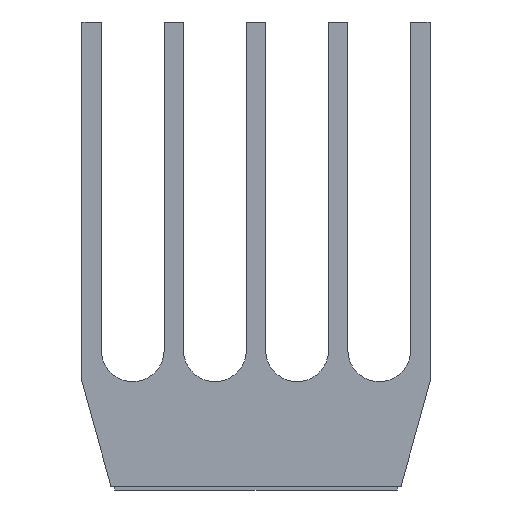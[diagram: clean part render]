
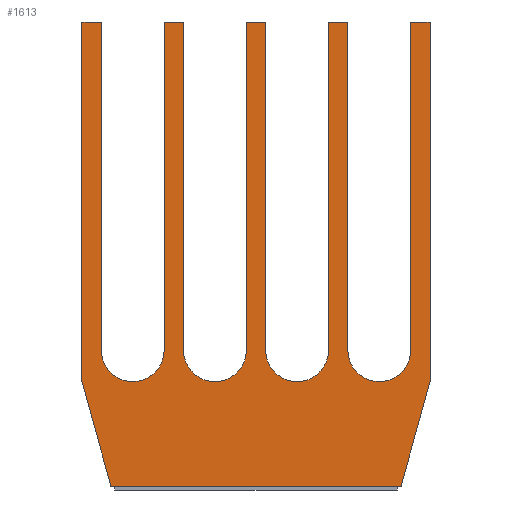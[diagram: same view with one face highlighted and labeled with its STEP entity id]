
A CAD part, front view. The second image highlights one B-rep face of the part: STEP entity #1613.
In plain terms, the highlighted planar face has unit normal (0, -1, 0).
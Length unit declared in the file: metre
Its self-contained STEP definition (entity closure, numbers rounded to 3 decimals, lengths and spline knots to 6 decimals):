
#46=CIRCLE('',#1774,0.000813);
#47=CIRCLE('',#1775,0.000813);
#48=CIRCLE('',#1776,0.000813);
#49=CIRCLE('',#1777,0.000813);
#286=ORIENTED_EDGE('',*,*,#663,.F.);
#287=ORIENTED_EDGE('',*,*,#716,.F.);
#288=ORIENTED_EDGE('',*,*,#679,.F.);
#289=ORIENTED_EDGE('',*,*,#581,.T.);
#290=ORIENTED_EDGE('',*,*,#588,.T.);
#291=ORIENTED_EDGE('',*,*,#706,.T.);
#292=ORIENTED_EDGE('',*,*,#540,.T.);
#293=ORIENTED_EDGE('',*,*,#713,.T.);
#294=ORIENTED_EDGE('',*,*,#594,.T.);
#295=ORIENTED_EDGE('',*,*,#573,.T.);
#296=ORIENTED_EDGE('',*,*,#600,.F.);
#297=ORIENTED_EDGE('',*,*,#717,.F.);
#298=ORIENTED_EDGE('',*,*,#616,.F.);
#299=ORIENTED_EDGE('',*,*,#565,.T.);
#300=ORIENTED_EDGE('',*,*,#621,.F.);
#301=ORIENTED_EDGE('',*,*,#718,.F.);
#302=ORIENTED_EDGE('',*,*,#637,.F.);
#303=ORIENTED_EDGE('',*,*,#557,.T.);
#304=ORIENTED_EDGE('',*,*,#642,.F.);
#305=ORIENTED_EDGE('',*,*,#719,.F.);
#306=ORIENTED_EDGE('',*,*,#658,.F.);
#307=ORIENTED_EDGE('',*,*,#549,.T.);
#540=EDGE_CURVE('',#775,#774,#922,.T.);
#549=EDGE_CURVE('',#781,#783,#931,.T.);
#557=EDGE_CURVE('',#789,#791,#939,.T.);
#565=EDGE_CURVE('',#797,#799,#947,.T.);
#573=EDGE_CURVE('',#804,#807,#955,.T.);
#581=EDGE_CURVE('',#813,#815,#963,.T.);
#588=EDGE_CURVE('',#815,#821,#970,.T.);
#594=EDGE_CURVE('',#824,#804,#976,.T.);
#600=EDGE_CURVE('',#829,#807,#982,.T.);
#616=EDGE_CURVE('',#797,#842,#991,.T.);
#621=EDGE_CURVE('',#844,#799,#996,.T.);
#637=EDGE_CURVE('',#789,#857,#1005,.T.);
#642=EDGE_CURVE('',#859,#791,#1010,.T.);
#658=EDGE_CURVE('',#781,#872,#1019,.T.);
#663=EDGE_CURVE('',#874,#783,#1024,.T.);
#679=EDGE_CURVE('',#813,#887,#1033,.T.);
#706=EDGE_CURVE('',#821,#775,#1060,.T.);
#713=EDGE_CURVE('',#774,#824,#1067,.T.);
#716=EDGE_CURVE('',#887,#874,#46,.T.);
#717=EDGE_CURVE('',#842,#829,#47,.T.);
#718=EDGE_CURVE('',#857,#844,#48,.T.);
#719=EDGE_CURVE('',#872,#859,#49,.T.);
#774=VERTEX_POINT('',#2286);
#775=VERTEX_POINT('',#2288);
#781=VERTEX_POINT('',#2301);
#783=VERTEX_POINT('',#2305);
#789=VERTEX_POINT('',#2319);
#791=VERTEX_POINT('',#2323);
#797=VERTEX_POINT('',#2337);
#799=VERTEX_POINT('',#2341);
#804=VERTEX_POINT('',#2354);
#807=VERTEX_POINT('',#2359);
#813=VERTEX_POINT('',#2373);
#815=VERTEX_POINT('',#2377);
#821=VERTEX_POINT('',#2392);
#824=VERTEX_POINT('',#2402);
#829=VERTEX_POINT('',#2416);
#842=VERTEX_POINT('',#2448);
#844=VERTEX_POINT('',#2458);
#857=VERTEX_POINT('',#2490);
#859=VERTEX_POINT('',#2500);
#872=VERTEX_POINT('',#2532);
#874=VERTEX_POINT('',#2542);
#887=VERTEX_POINT('',#2574);
#922=LINE('',#2287,#1116);
#931=LINE('',#2306,#1125);
#939=LINE('',#2324,#1133);
#947=LINE('',#2342,#1141);
#955=LINE('',#2360,#1149);
#963=LINE('',#2378,#1157);
#970=LINE('',#2393,#1164);
#976=LINE('',#2405,#1170);
#982=LINE('',#2417,#1176);
#991=LINE('',#2450,#1185);
#996=LINE('',#2459,#1190);
#1005=LINE('',#2492,#1199);
#1010=LINE('',#2501,#1204);
#1019=LINE('',#2534,#1213);
#1024=LINE('',#2543,#1218);
#1033=LINE('',#2576,#1227);
#1060=LINE('',#2633,#1254);
#1067=LINE('',#2643,#1261);
#1116=VECTOR('',#1832,1.);
#1125=VECTOR('',#1843,1.);
#1133=VECTOR('',#1855,1.);
#1141=VECTOR('',#1867,1.);
#1149=VECTOR('',#1879,1.);
#1157=VECTOR('',#1891,1.);
#1164=VECTOR('',#1902,1.);
#1170=VECTOR('',#1912,1.);
#1176=VECTOR('',#1922,1.);
#1185=VECTOR('',#1953,1.);
#1190=VECTOR('',#1962,1.);
#1199=VECTOR('',#1993,1.);
#1204=VECTOR('',#2002,1.);
#1213=VECTOR('',#2033,1.);
#1218=VECTOR('',#2042,1.);
#1227=VECTOR('',#2073,1.);
#1254=VECTOR('',#2116,1.);
#1261=VECTOR('',#2125,1.);
#1357=EDGE_LOOP('',(#286,#287,#288,#289,#290,#291,#292,#293,#294,#295,#296,
#297,#298,#299,#300,#301,#302,#303,#304,#305,#306,#307));
#1447=FACE_BOUND('',#1357,.T.);
#1528=PLANE('',#1773);
#1613=ADVANCED_FACE('',(#1447),#1528,.T.);
#1773=AXIS2_PLACEMENT_3D('',#2647,#2130,#2131);
#1774=AXIS2_PLACEMENT_3D('',#2648,#2132,#2133);
#1775=AXIS2_PLACEMENT_3D('',#2649,#2134,#2135);
#1776=AXIS2_PLACEMENT_3D('',#2650,#2136,#2137);
#1777=AXIS2_PLACEMENT_3D('',#2651,#2138,#2139);
#1832=DIRECTION('',(1.,0.,0.));
#1843=DIRECTION('',(-1.,0.,0.));
#1855=DIRECTION('',(-1.,0.,0.));
#1867=DIRECTION('',(-1.,0.,0.));
#1879=DIRECTION('',(-1.,0.,0.));
#1891=DIRECTION('',(-1.,0.,0.));
#1902=DIRECTION('',(0.,0.,-1.));
#1912=DIRECTION('',(0.,0.,1.));
#1922=DIRECTION('',(0.,0.,1.));
#1953=DIRECTION('',(0.,0.,-1.));
#1962=DIRECTION('',(0.,0.,1.));
#1993=DIRECTION('',(0.,0.,-1.));
#2002=DIRECTION('',(0.,0.,1.));
#2033=DIRECTION('',(0.,0.,-1.));
#2042=DIRECTION('',(0.,0.,1.));
#2073=DIRECTION('',(0.,0.,-1.));
#2116=DIRECTION('',(0.268,0.,-0.964));
#2125=DIRECTION('',(0.268,0.,0.964));
#2130=DIRECTION('',(0.,-1.,0.));
#2131=DIRECTION('',(1.,0.,0.));
#2132=DIRECTION('',(0.,-1.,0.));
#2133=DIRECTION('',(1.,0.,0.));
#2134=DIRECTION('',(0.,-1.,0.));
#2135=DIRECTION('',(1.,0.,0.));
#2136=DIRECTION('',(0.,-1.,0.));
#2137=DIRECTION('',(1.,0.,0.));
#2138=DIRECTION('',(0.,-1.,0.));
#2139=DIRECTION('',(1.,0.,0.));
#2286=CARTESIAN_POINT('',(0.00375,-0.0045,0.));
#2287=CARTESIAN_POINT('',(-0.00375,-0.0045,0.));
#2288=CARTESIAN_POINT('',(-0.00375,-0.0045,0.));
#2301=CARTESIAN_POINT('',(-0.001875,-0.0045,0.012));
#2305=CARTESIAN_POINT('',(-0.002375,-0.0045,0.012));
#2306=CARTESIAN_POINT('',(0.0045,-0.0045,0.012));
#2319=CARTESIAN_POINT('',(0.00025,-0.0045,0.012));
#2323=CARTESIAN_POINT('',(-0.00025,-0.0045,0.012));
#2324=CARTESIAN_POINT('',(0.0045,-0.0045,0.012));
#2337=CARTESIAN_POINT('',(0.002375,-0.0045,0.012));
#2341=CARTESIAN_POINT('',(0.001875,-0.0045,0.012));
#2342=CARTESIAN_POINT('',(0.0045,-0.0045,0.012));
#2354=CARTESIAN_POINT('',(0.0045,-0.0045,0.012));
#2359=CARTESIAN_POINT('',(0.004,-0.0045,0.012));
#2360=CARTESIAN_POINT('',(0.0045,-0.0045,0.012));
#2373=CARTESIAN_POINT('',(-0.004,-0.0045,0.012));
#2377=CARTESIAN_POINT('',(-0.0045,-0.0045,0.012));
#2378=CARTESIAN_POINT('',(0.0045,-0.0045,0.012));
#2392=CARTESIAN_POINT('',(-0.0045,-0.0045,0.0027));
#2393=CARTESIAN_POINT('',(-0.0045,-0.0045,0.012));
#2402=CARTESIAN_POINT('',(0.0045,-0.0045,0.0027));
#2405=CARTESIAN_POINT('',(0.0045,-0.0045,0.0027));
#2416=CARTESIAN_POINT('',(0.004,-0.0045,0.003513));
#2417=CARTESIAN_POINT('',(0.004,-0.0045,0.012));
#2448=CARTESIAN_POINT('',(0.002375,-0.0045,0.003513));
#2450=CARTESIAN_POINT('',(0.002375,-0.0045,0.012));
#2458=CARTESIAN_POINT('',(0.001875,-0.0045,0.003513));
#2459=CARTESIAN_POINT('',(0.001875,-0.0045,0.012));
#2490=CARTESIAN_POINT('',(0.00025,-0.0045,0.003513));
#2492=CARTESIAN_POINT('',(0.00025,-0.0045,0.012));
#2500=CARTESIAN_POINT('',(-0.00025,-0.0045,0.003513));
#2501=CARTESIAN_POINT('',(-0.00025,-0.0045,0.012));
#2532=CARTESIAN_POINT('',(-0.001875,-0.0045,0.003513));
#2534=CARTESIAN_POINT('',(-0.001875,-0.0045,0.012));
#2542=CARTESIAN_POINT('',(-0.002375,-0.0045,0.003513));
#2543=CARTESIAN_POINT('',(-0.002375,-0.0045,0.012));
#2574=CARTESIAN_POINT('',(-0.004,-0.0045,0.003513));
#2576=CARTESIAN_POINT('',(-0.004,-0.0045,0.012));
#2633=CARTESIAN_POINT('',(-0.0045,-0.0045,0.0027));
#2643=CARTESIAN_POINT('',(0.00375,-0.0045,0.));
#2647=CARTESIAN_POINT('',(0.,-0.0045,0.));
#2648=CARTESIAN_POINT('',(-0.003188,-0.0045,0.003513));
#2649=CARTESIAN_POINT('',(0.003188,-0.0045,0.003513));
#2650=CARTESIAN_POINT('',(0.001063,-0.0045,0.003513));
#2651=CARTESIAN_POINT('',(-0.001063,-0.0045,0.003513));
